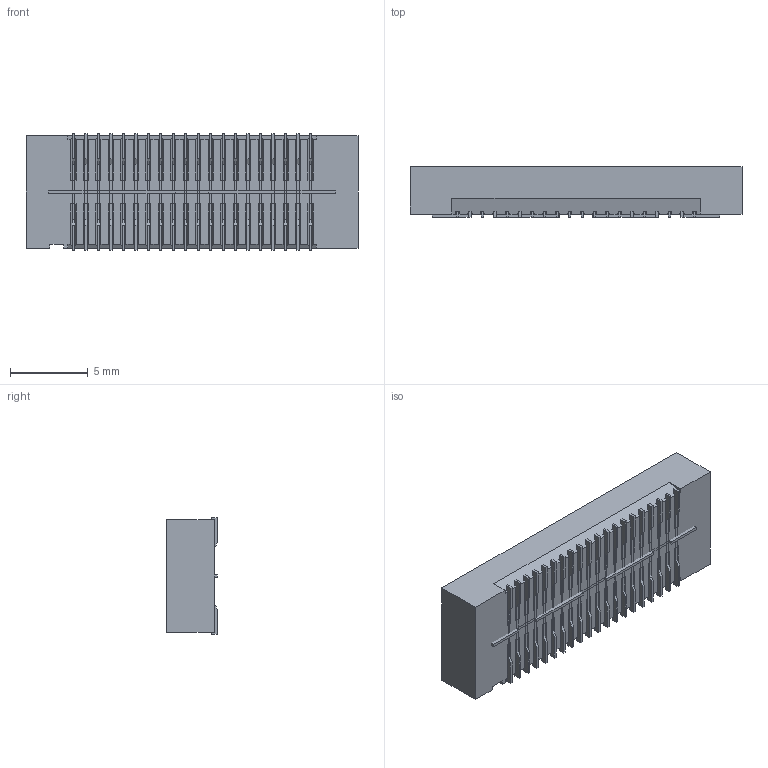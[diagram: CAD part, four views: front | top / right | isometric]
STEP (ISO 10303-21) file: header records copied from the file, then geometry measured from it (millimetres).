
FILE_DESCRIPTION(/* description */ ('STEP AP214'),/* implementation_level */ '2;1');
FILE_NAME(/* name */ 'QSE-020-01-F-D',/* time_stamp */ '2023-04-28T07:00:09+02:00',/* author */ ('License CC BY-ND 4.0'),/* organization */ ('CADENAS'),/* preprocessor_version */ 'ST-DEVELOPER v19.3',/* originating_system */ 'PARTsolutions',/* authorisation */ ' ');
FILE_SCHEMA (('AUTOMOTIVE_DESIGN {1 0 10303 214 3 1 1}'));
Length unit declared in the file: inch
Products named in the file (4): QSE-020-01-F-D; QSE-C-126-21-020-D-S; QSE-T-1G2-01-020; QSE-020-01-F-D-S_terminal
Assembly tree (3 placements, depth 2):
  QSE-020-01-F-D
    QSE-C-126-21-020-D-S
    QSE-T-1G2-01-020
    QSE-020-01-F-D-S_terminal
Bounding box: 21.29 x 3.25 x 7.49 mm (x, y, z)
Volume: 284.2 mm3; surface area: 1384.9 mm2
Topology: 3 solids, 3 shells, 1521 faces, 4650 edges, 3100 vertices
Faces by surface type: plane 1231, cylinder 290
Entity records: 51776 total; most frequent: ORIENTED_EDGE 9300, CARTESIAN_POINT 9275, DIRECTION 8432, EDGE_CURVE 4650, LINE 3918, VECTOR 3918, VERTEX_POINT 3100, AXIS2_PLACEMENT_3D 2257
